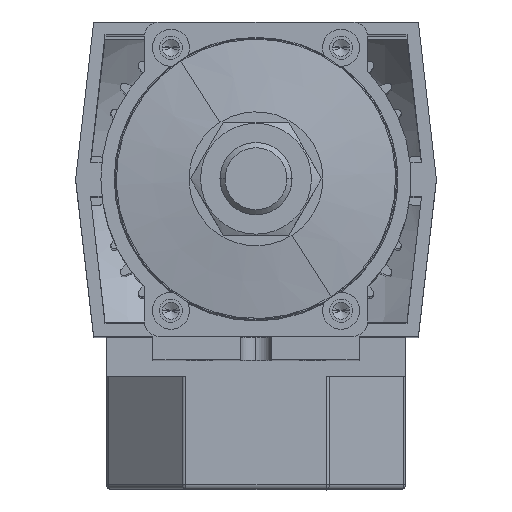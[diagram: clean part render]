
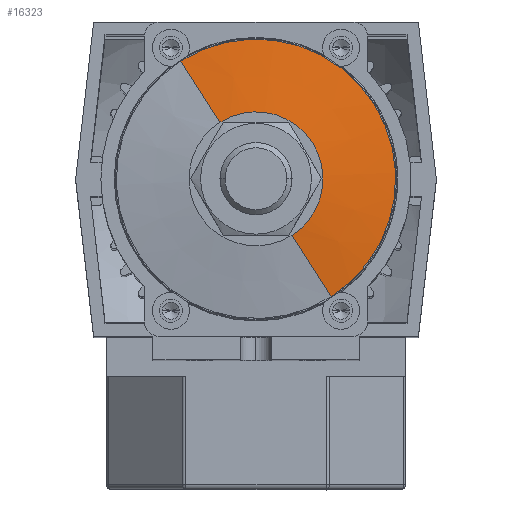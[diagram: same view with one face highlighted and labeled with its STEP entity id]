
A CAD part, top view. The second image highlights one B-rep face of the part: STEP entity #16323.
In plain terms, the highlighted conical face has half-angle 81.927 degrees and reference radius 27.1 mm.
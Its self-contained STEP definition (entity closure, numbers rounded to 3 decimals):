
#259 = CARTESIAN_POINT ( 'NONE',  ( 3402.072, 1524.939, 0. ) ) ;
#358 = ORIENTED_EDGE ( 'NONE', *, *, #2785, .T. ) ;
#897 = CARTESIAN_POINT ( 'NONE',  ( 3400.072, 1484.839, 0. ) ) ;
#2069 = VECTOR ( 'NONE', #16066, 1000. ) ;
#2516 = VERTEX_POINT ( 'NONE', #259 ) ;
#2661 = DIRECTION ( 'NONE',  ( 0., -1., 0. ) ) ;
#2785 = EDGE_CURVE ( 'NONE', #2516, #3884, #7645, .T. ) ;
#3012 = CARTESIAN_POINT ( 'NONE',  ( 3400.072, 1539.039, 0. ) ) ;
#3884 = VERTEX_POINT ( 'NONE', #5996 ) ;
#4014 = FACE_OUTER_BOUND ( 'NONE', #7646, .T. ) ;
#4308 = ORIENTED_EDGE ( 'NONE', *, *, #9291, .F. ) ;
#4850 = CARTESIAN_POINT ( 'NONE',  ( 3400.072, 1539.039, 0. ) ) ;
#5201 = CONICAL_SURFACE ( 'NONE', #16081, 27.1, 1.43 ) ;
#5808 = CARTESIAN_POINT ( 'NONE',  ( 3402.072, 1511.939, 0. ) ) ;
#5957 = LINE ( 'NONE', #3012, #10573 ) ;
#5996 = CARTESIAN_POINT ( 'NONE',  ( 3402.072, 1498.939, 0. ) ) ;
#7102 = DIRECTION ( 'NONE',  ( 0., 1., 0. ) ) ;
#7430 = VERTEX_POINT ( 'NONE', #897 ) ;
#7645 = CIRCLE ( 'NONE', #15237, 13. ) ;
#7646 = EDGE_LOOP ( 'NONE', ( #8895, #358, #13352, #4308 ) ) ;
#8077 = DIRECTION ( 'NONE',  ( 0., -1., 0. ) ) ;
#8151 = DIRECTION ( 'NONE',  ( -0.14, 0.99, 0. ) ) ;
#8236 = CARTESIAN_POINT ( 'NONE',  ( 3400.072, 1511.939, 0. ) ) ;
#8777 = EDGE_CURVE ( 'NONE', #2516, #12338, #5957, .T. ) ;
#8895 = ORIENTED_EDGE ( 'NONE', *, *, #8777, .F. ) ;
#9291 = EDGE_CURVE ( 'NONE', #12338, #7430, #12982, .T. ) ;
#9746 = AXIS2_PLACEMENT_3D ( 'NONE', #8236, #13323, #8077 ) ;
#10573 = VECTOR ( 'NONE', #8151, 1000. ) ;
#11674 = LINE ( 'NONE', #12275, #2069 ) ;
#12275 = CARTESIAN_POINT ( 'NONE',  ( 3400.072, 1484.839, 0. ) ) ;
#12338 = VERTEX_POINT ( 'NONE', #4850 ) ;
#12982 = CIRCLE ( 'NONE', #9746, 27.1 ) ;
#13323 = DIRECTION ( 'NONE',  ( -1., 0., 0. ) ) ;
#13352 = ORIENTED_EDGE ( 'NONE', *, *, #14802, .T. ) ;
#14772 = DIRECTION ( 'NONE',  ( -1., 0., 0. ) ) ;
#14802 = EDGE_CURVE ( 'NONE', #3884, #7430, #11674, .T. ) ;
#15237 = AXIS2_PLACEMENT_3D ( 'NONE', #5808, #14772, #7102 ) ;
#15242 = DIRECTION ( 'NONE',  ( -1., 0., 0. ) ) ;
#16066 = DIRECTION ( 'NONE',  ( -0.14, -0.99, 0. ) ) ;
#16081 = AXIS2_PLACEMENT_3D ( 'NONE', #16494, #15242, #2661 ) ;
#16323 = ADVANCED_FACE ( 'NONE', ( #4014 ), #5201, .T. ) ;
#16494 = CARTESIAN_POINT ( 'NONE',  ( 3400.072, 1511.939, 0. ) ) ;
